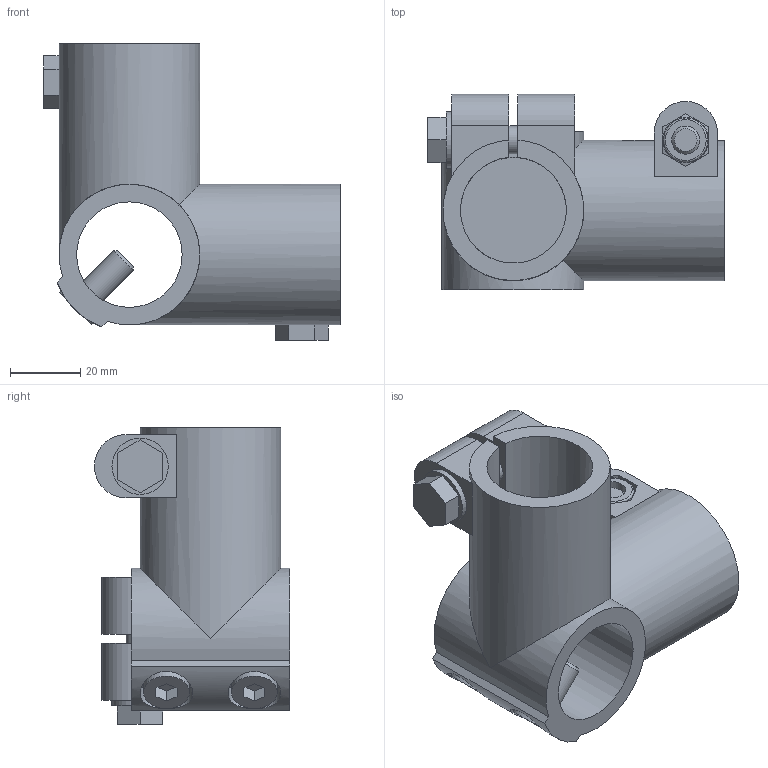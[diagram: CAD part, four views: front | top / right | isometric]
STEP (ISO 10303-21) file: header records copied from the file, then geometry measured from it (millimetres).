
FILE_DESCRIPTION( ( 'STEP AP214' ), '1' );
FILE_NAME( 'K0476.530.stp', '2021-01-06T10:54:34', ( '' ), ( '' ), ' ', 'PARTsolutions', ' ' );
FILE_SCHEMA( ( 'AUTOMOTIVE_DESIGN { 1 0 10303 214 1 1 1 1 }' ) );
Length unit declared in the file: millimetre
Products named in the file (1): _K0476.530
Bounding box: 84.4 x 55.5 x 84.4 mm (x, y, z)
Volume: 100906.4 mm3; surface area: 35733.8 mm2
Topology: 1 solids, 1 shells, 163 faces, 410 edges, 268 vertices
Faces by surface type: plane 92, cylinder 39, cone 28, torus 4
Full cylindrical faces by diameter (mm): 8 x6, 9 x2, 12.6 x2, 13 x2, 15 x2, 16 x2, 30 x1, 30.1 x2, 40 x2
Entity records: 6354 total; most frequent: CARTESIAN_POINT 1279, DIRECTION 766, ORIENTED_EDGE 742, EDGE_CURVE 371, AXIS2_PLACEMENT_3D 283, VERTEX_POINT 258, EDGE_LOOP 217, LINE 200
